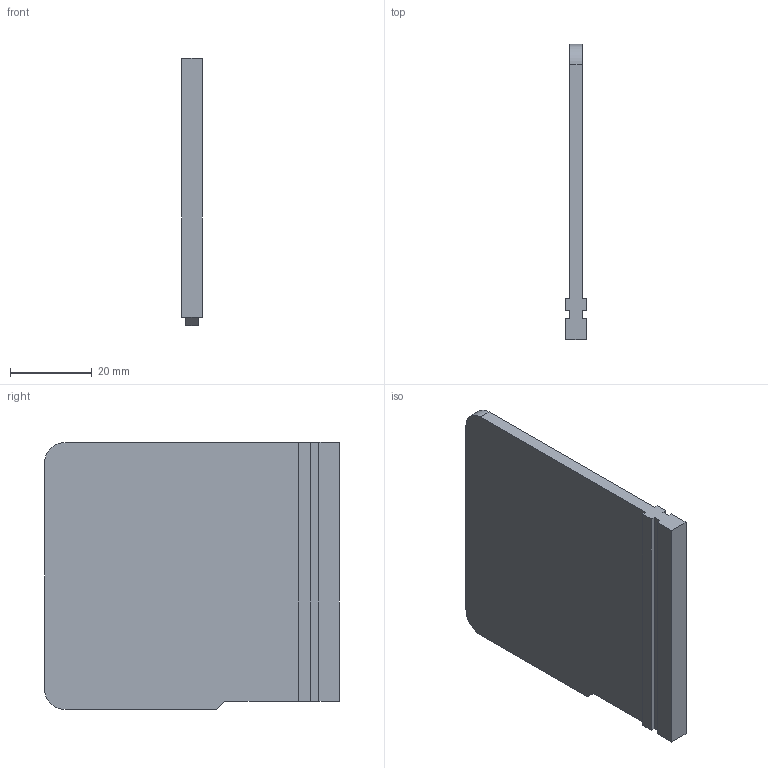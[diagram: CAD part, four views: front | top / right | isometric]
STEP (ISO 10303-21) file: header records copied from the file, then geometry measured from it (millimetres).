
FILE_DESCRIPTION((''),'2;1');
FILE_NAME('3d_GLX900.stp','2022-04-22T12:53:26',(''),(''),'Mechanical Desktop 2009','Mechanical Desktop 2009',', , ');
FILE_SCHEMA(('CONFIG_CONTROL_DESIGN'));
Length unit declared in the file: millimetre
Products named in the file (1): Product
Bounding box: 5 x 72 x 65.2 mm (x, y, z)
Volume: 14888.1 mm3; surface area: 10595.7 mm2
Topology: 1 solids, 1 shells, 22 faces, 60 edges, 40 vertices
Faces by surface type: bspline 22
Entity records: 809 total; most frequent: CARTESIAN_POINT 217, ORIENTED_EDGE 120, DIRECTION 66, EDGE_CURVE 60, VECTOR 56, LINE 56, VERTEX_POINT 40, EDGE_LOOP 22
